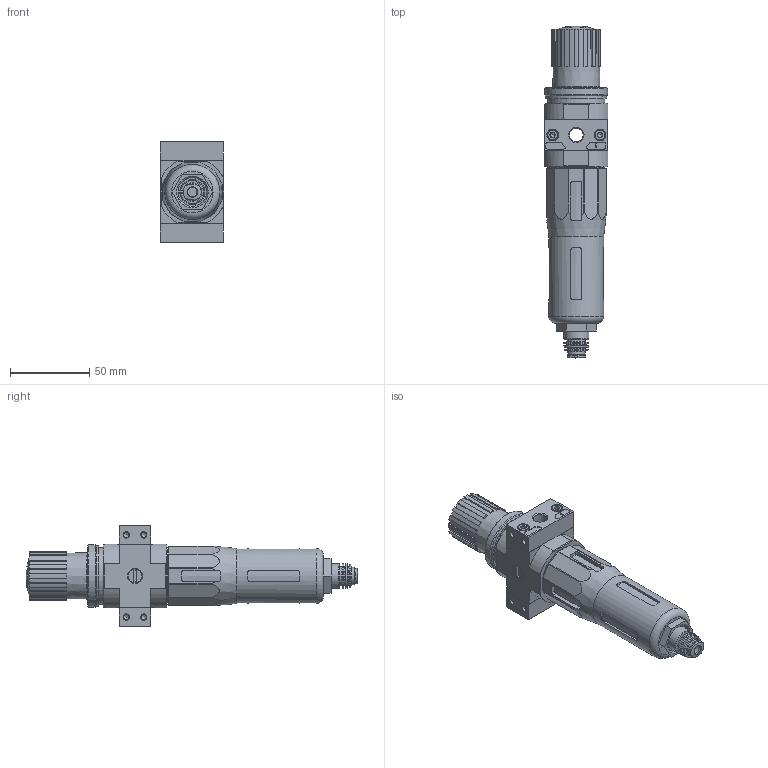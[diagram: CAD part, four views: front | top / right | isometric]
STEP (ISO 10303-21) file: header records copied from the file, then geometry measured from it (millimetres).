
FILE_DESCRIPTION(/* description */ ('STEP AP214'),/* implementation_level */ '2;1');
FILE_NAME(/* name */ '192620_LFR-1_8-D-5M-O-MINI-A',/* time_stamp */ '2024-09-03T19:56:22+02:00',/* author */ ('License CC BY-ND 4.0'),/* organization */ ('CADENAS'),/* preprocessor_version */ 'ST-DEVELOPER v19.3',/* originating_system */ 'PARTsolutions',/* authorisation */ ' ');
FILE_SCHEMA (('AUTOMOTIVE_DESIGN {1 0 10303 214 3 1 1}'));
Length unit declared in the file: millimetre
Products named in the file (8): 192620 LFR-1/8-D-5M-O-MINI-A---(0); 127304 LFR-D-5M-MINI-A--(0); 380287 PBL-1/8-D-MINI-R---(0) p1; DIN-912 - M4x16(F); 380285 PBL-1/8-D-MINI-L---(1) p1; 398011 LRVS-D-MINI; 373845 LR-MINI; 526489 MS4-LFR-V
Assembly tree (11 placements, depth 2):
  192620 LFR-1/8-D-5M-O-MINI-A---(0)
    127304 LFR-D-5M-MINI-A--(0)
    380287 PBL-1/8-D-MINI-R---(0) p1
    DIN-912 - M4x16(F)  x4
    380285 PBL-1/8-D-MINI-L---(1) p1
    398011 LRVS-D-MINI
    373845 LR-MINI  x2
    526489 MS4-LFR-V
Bounding box: 40.4 x 210.02 x 64 mm (x, y, z)
Volume: 210708.9 mm3; surface area: 44552.3 mm2
Topology: 11 solids, 11 shells, 584 faces, 1395 edges, 882 vertices
Faces by surface type: plane 307, cylinder 151, cone 98, torus 23, sphere 5
Full cylindrical faces by diameter (mm): 3.242 x8, 4 x4, 4.3 x2, 6 x1, 6.9 x2, 7 x4, 8.2 x2, 8.566 x4, 9.728 x2, 11 x2, 11.4 x1, 11.6 x1, 11.8 x1, 12.2 x2, 15.7 x1, 15.8 x2, 18 x1, 24.9 x1, 26.9 x1, 33.9 x1, 34.376 x1, 34.7 x1, 36 x2, 38.5 x1, 39.8 x1
Entity records: 16664 total; most frequent: CARTESIAN_POINT 2946, DIRECTION 2370, ORIENTED_EDGE 2160, EDGE_CURVE 1080, AXIS2_PLACEMENT_3D 939, VERTEX_POINT 773, FACE_BOUND 669, EDGE_LOOP 660
